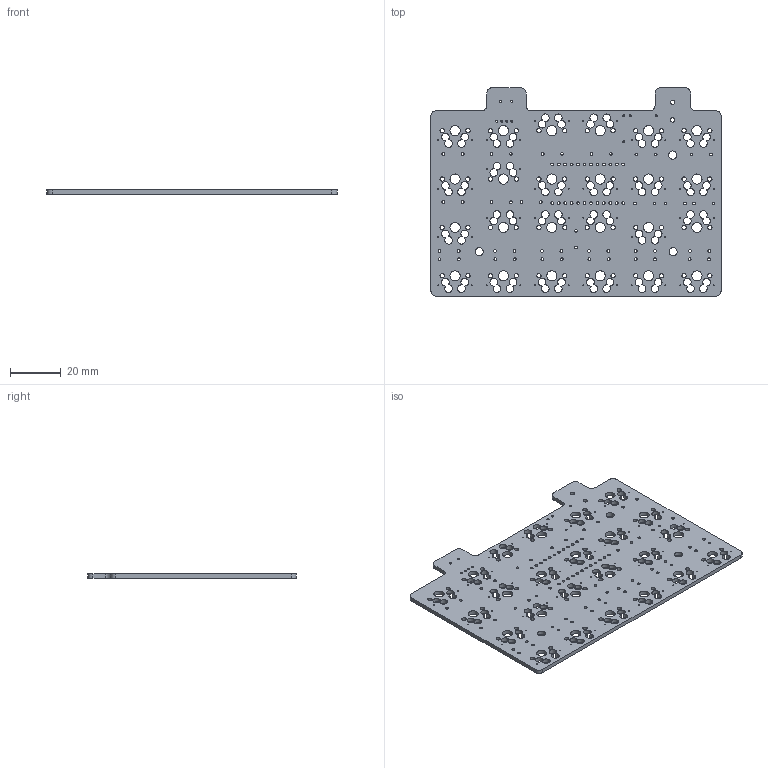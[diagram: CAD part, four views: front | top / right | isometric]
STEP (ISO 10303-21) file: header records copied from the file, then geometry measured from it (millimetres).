
FILE_DESCRIPTION(('FreeCAD Model'),'2;1');
FILE_NAME( 'pcb.step', '2017-11-08T17:13:26',('Author'),(''), 'Open CASCADE STEP processor 6.8','FreeCAD','Unknown');
FILE_SCHEMA(('AUTOMOTIVE_DESIGN_CC2 { 1 2 10303 214 -1 1 5 4 }'));
Length unit declared in the file: inch
Products named in the file (2): ASSEMBLY; COMPOUND168
Assembly tree (1 placements, depth 2):
  ASSEMBLY
    COMPOUND168
Bounding box: 114.25 x 82 x 1.6 mm (x, y, z)
Volume: 11853.6 mm3; surface area: 18256.7 mm2
Topology: 1 solids, 1 shells, 427 faces, 1275 edges, 850 vertices
Faces by surface type: cylinder 413, plane 14
Full cylindrical faces by diameter (mm): 0.4 x48, 0.8 x8, 0.9 x2, 1 x2, 1.092 x24, 1.1 x48, 1.7 x50, 3.2 x3, 4 x24
Entity records: 34807 total; most frequent: CARTESIAN_POINT 10252, DIRECTION 4491, ORIENTED_EDGE 2550, PCURVE 2550, DEFINITIONAL_REPRESENTATION 2550, LINE 1981, VECTOR 1981, EDGE_CURVE 1275
